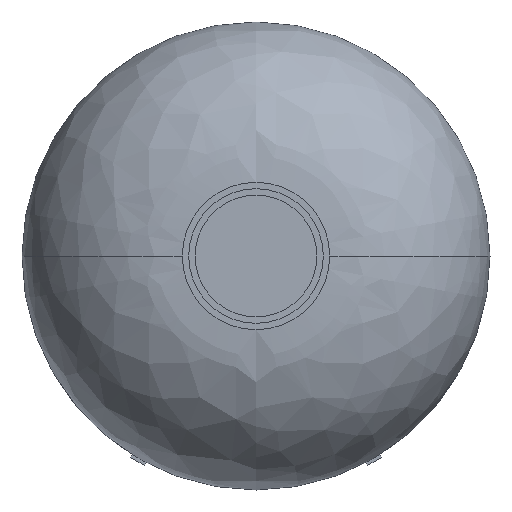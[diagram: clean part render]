
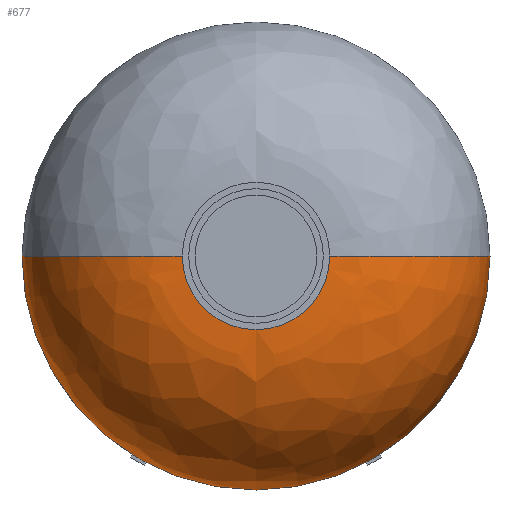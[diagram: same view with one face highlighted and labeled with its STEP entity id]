
A CAD part, left-side view. The second image highlights one B-rep face of the part: STEP entity #677.
In plain terms, the highlighted free-form (B-spline) face has degree [3, 3] with [4, 7] control points.
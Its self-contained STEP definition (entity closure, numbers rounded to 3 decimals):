
#42=CARTESIAN_POINT('#42',(-30.,73.,0.0));
#43=VERTEX_POINT('#43',#42);
#44=CARTESIAN_POINT('#44',(-30.,-73.,0.0));
#45=VERTEX_POINT('#45',#44);
#48=CARTESIAN_POINT('#48',(-80.,-23.,0.0));
#49=VERTEX_POINT('#49',#48);
#50=CARTESIAN_POINT('#50',(-80.,23.,0.0));
#51=VERTEX_POINT('#51',#50);
#190=CARTESIAN_POINT('#190',(-30.,-23.,0.0));
#191=DIRECTION('#191',(0.0,0.0,-1.));
#192=DIRECTION('#192',(-1.,0.0,0.0));
#193=AXIS2_PLACEMENT_3D('#193',#190,#191,#192);
#194=CIRCLE('#194',#193,50.);
#195=CARTESIAN_POINT('#195',(-80.,0.0,0.0));
#196=DIRECTION('#196',(1.0,0.0,0.0));
#197=DIRECTION('#197',(0.0,0.0,-1.));
#198=AXIS2_PLACEMENT_3D('#198',#195,#196,#197);
#199=CIRCLE('#199',#198,23.);
#200=CARTESIAN_POINT('#200',(-30.,23.,0.0));
#201=DIRECTION('#201',(0.0,0.0,1.0));
#202=DIRECTION('#202',(1.0,0.0,0.0));
#203=AXIS2_PLACEMENT_3D('#203',#200,#201,#202);
#204=CIRCLE('#204',#203,50.);
#205=CARTESIAN_POINT('#205',(-30.,0.0,0.0));
#206=DIRECTION('#206',(1.0,0.0,0.0));
#207=DIRECTION('#207',(0.0,0.0,-1.));
#208=AXIS2_PLACEMENT_3D('#208',#205,#206,#207);
#209=CIRCLE('#209',#208,73.);
#500=EDGE_CURVE('#500',#45,#49,#194,.T.);
#501=EDGE_CURVE('#501',#49,#51,#199,.T.);
#502=EDGE_CURVE('#502',#43,#51,#204,.T.);
#503=EDGE_CURVE('#503',#45,#43,#209,.T.);
#642=ORIENTED_EDGE('#642',*,*,#500,.T.);
#643=ORIENTED_EDGE('#643',*,*,#501,.T.);
#644=ORIENTED_EDGE('#644',*,*,#502,.F.);
#645=ORIENTED_EDGE('#645',*,*,#503,.F.);
#646=EDGE_LOOP('#646',(#642,#643,#644,#645));
#647=FACE_BOUND('#647',#646,.T.);
#648=CARTESIAN_POINT('#648',(-30.,-73.,0.0));
#649=CARTESIAN_POINT('#649',(-30.,-73.,-42.774));
#650=CARTESIAN_POINT('#650',(-30.,-42.751,-73.));
#651=CARTESIAN_POINT('#651',(-30.,0.0,-73.));
#652=CARTESIAN_POINT('#652',(-30.,42.751,-73.));
#653=CARTESIAN_POINT('#653',(-30.,73.,-42.774));
#654=CARTESIAN_POINT('#654',(-30.,73.,0.0));
#655=CARTESIAN_POINT('#655',(-59.289,-73.,0.0));
#656=CARTESIAN_POINT('#656',(-59.289,-73.,-42.774));
#657=CARTESIAN_POINT('#657',(-59.289,-42.751,-73.));
#658=CARTESIAN_POINT('#658',(-59.289,0.0,-73.));
#659=CARTESIAN_POINT('#659',(-59.289,42.751,-73.));
#660=CARTESIAN_POINT('#660',(-59.289,73.,-42.774));
#661=CARTESIAN_POINT('#661',(-59.289,73.,0.0));
#662=CARTESIAN_POINT('#662',(-80.,-52.289,0.0));
#663=CARTESIAN_POINT('#663',(-80.,-52.289,-30.639));
#664=CARTESIAN_POINT('#664',(-80.,-30.622,-52.289));
#665=CARTESIAN_POINT('#665',(-80.,0.0,-52.289));
#666=CARTESIAN_POINT('#666',(-80.,30.622,-52.289));
#667=CARTESIAN_POINT('#667',(-80.,52.289,-30.639));
#668=CARTESIAN_POINT('#668',(-80.,52.289,0.0));
#669=CARTESIAN_POINT('#669',(-80.,-23.,0.0));
#670=CARTESIAN_POINT('#670',(-80.,-23.,-13.477));
#671=CARTESIAN_POINT('#671',(-80.,-13.469,-23.));
#672=CARTESIAN_POINT('#672',(-80.,0.0,-23.));
#673=CARTESIAN_POINT('#673',(-80.,13.469,-23.));
#674=CARTESIAN_POINT('#674',(-80.,23.,-13.477));
#675=CARTESIAN_POINT('#675',(-80.,23.,0.0));
#676=(BOUNDED_SURFACE()B_SPLINE_SURFACE(3,3,((#648,#649,#650,#651,#652,#653,#654
),(#655,#656,#657,#658,#659,#660,#661),(#662,#663,#664,#665,#666,#667,#668),(
#669,#670,#671,#672,#673,#674,#675)),.UNSPECIFIED.,.F.,.F.,.F.)
B_SPLINE_SURFACE_WITH_KNOTS((4,4),(4,3,4),(0.001,0.999),(
0.001,0.5,0.999),.UNSPECIFIED.)GEOMETRIC_REPRESENTATION_ITEM()
RATIONAL_B_SPLINE_SURFACE(((0.998,0.803,0.804,
0.999,0.804,0.803,0.998),(0.803,
0.647,0.647,0.804,0.647,0.647,
0.803),(0.803,0.647,0.647,0.804,
0.647,0.647,0.803),(0.998,0.803,
0.804,0.999,0.804,0.803,0.998)))
REPRESENTATION_ITEM('#676')SURFACE());
#677=ADVANCED_FACE('#677',(#647),#676,.T.);
